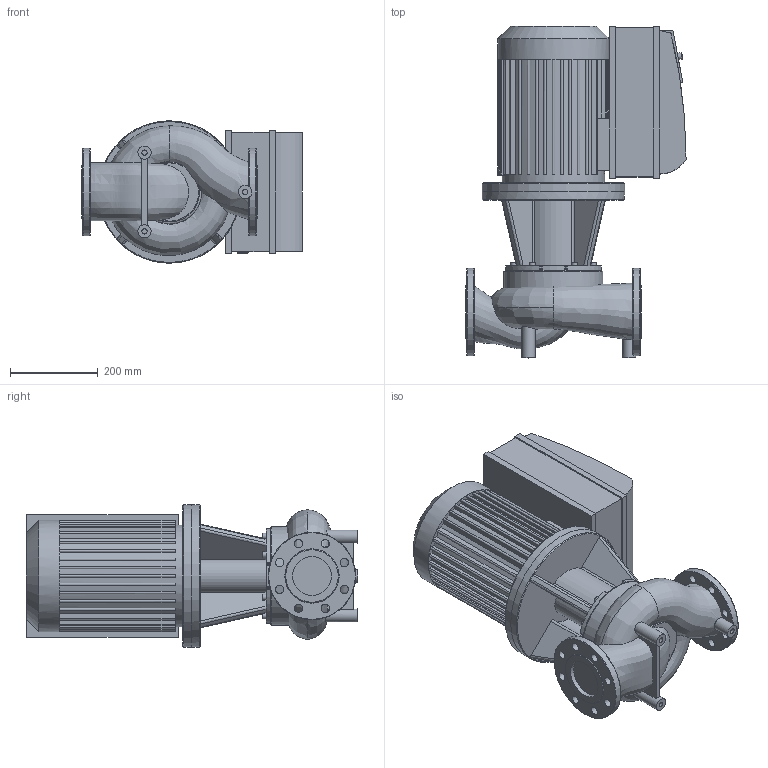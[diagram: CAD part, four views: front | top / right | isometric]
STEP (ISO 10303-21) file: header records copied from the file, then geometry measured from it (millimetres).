
FILE_DESCRIPTION(/* description */ (''),/* implementation_level */ '2;1');
FILE_NAME(/* name */ '3d_IL-E80_140-7_5_2R1-2159370.stp',/* time_stamp */ '2016-12-22T07:47:16+01:00',/* author */ ('Andrzej'),/* organization */ (''),/* preprocessor_version */ 'ST-DEVELOPER v15.5',/* originating_system */ 'AutoCAD Mechanical',/* authorisation */ '');
FILE_SCHEMA (('AUTOMOTIVE_DESIGN { 1 0 10303 214 3 1 1 }'));
Length unit declared in the file: millimetre
Products named in the file (1): Product
Bounding box: 503 x 758.03 x 325 mm (x, y, z)
Volume: 49308872.6 mm3; surface area: 1998414 mm2
Topology: 12 solids, 12 shells, 661 faces, 1664 edges, 1066 vertices
Faces by surface type: plane 454, cylinder 136, bspline 44, torus 20, cone 7
Full cylindrical faces by diameter (mm): 10 x2, 12 x3, 13 x8, 14 x4, 15 x1, 18 x1, 19 x16, 20 x1, 22 x1, 25 x1, 30 x3, 80 x1, 88.9 x2, 200 x2, 226 x1, 234 x1, 254 x1, 325 x2
Entity records: 26123 total; most frequent: CARTESIAN_POINT 10483, DIRECTION 3187, ORIENTED_EDGE 3150, EDGE_CURVE 1575, AXIS2_PLACEMENT_3D 1123, VERTEX_POINT 1051, LINE 941, VECTOR 941
